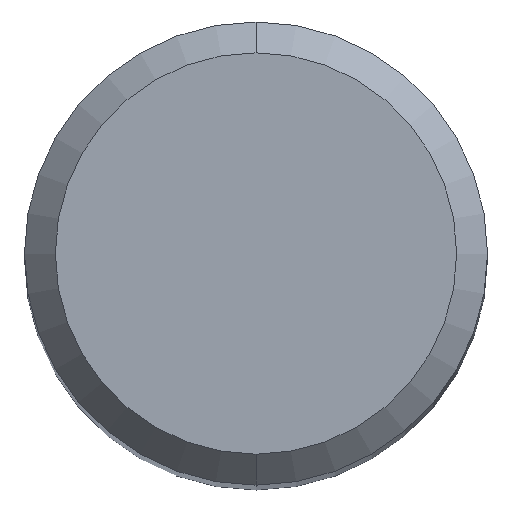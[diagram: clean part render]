
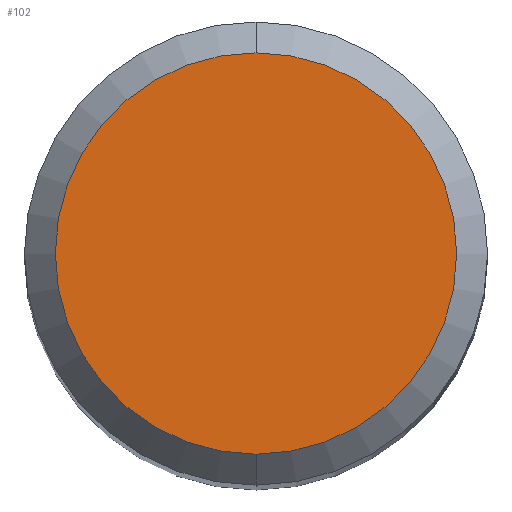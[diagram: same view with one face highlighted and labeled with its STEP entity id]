
A CAD part, top view. The second image highlights one B-rep face of the part: STEP entity #102.
In plain terms, the highlighted planar face has unit normal (0, 0, 1).
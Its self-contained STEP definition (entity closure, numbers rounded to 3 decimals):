
#102=ADVANCED_FACE('',(#259),#260,.T.);
#168=EDGE_CURVE('',#206,#182,#339,.T.);
#182=VERTEX_POINT('',#354);
#206=VERTEX_POINT('',#380);
#222=EDGE_CURVE('',#182,#206,#397,.T.);
#259=FACE_OUTER_BOUND('',#427,.T.);
#260=PLANE('',#428);
#339=CIRCLE('',#530,2.6);
#354=CARTESIAN_POINT('',(0.,-2.6,0.0));
#380=CARTESIAN_POINT('',(0.0,2.6,0.0));
#397=CIRCLE('',#600,2.6);
#427=EDGE_LOOP('',(#624,#625));
#428=AXIS2_PLACEMENT_3D('',#626,#627,#628);
#530=AXIS2_PLACEMENT_3D('',#748,#749,#750);
#600=AXIS2_PLACEMENT_3D('',#809,#810,#811);
#624=ORIENTED_EDGE('',*,*,#168,.F.);
#625=ORIENTED_EDGE('',*,*,#222,.F.);
#626=CARTESIAN_POINT('',(0.0,1.3,0.0));
#627=DIRECTION('',(-0.0,0.0,1.0));
#628=DIRECTION('',(0.0,-1.0,0.0));
#748=CARTESIAN_POINT('',(0.0,0.0,0.0));
#749=DIRECTION('',(0.0,0.0,-1.0));
#750=DIRECTION('',(0.0,1.0,0.0));
#809=CARTESIAN_POINT('',(0.0,0.0,0.0));
#810=DIRECTION('',(0.0,0.0,-1.0));
#811=DIRECTION('',(0.0,1.0,0.0));
